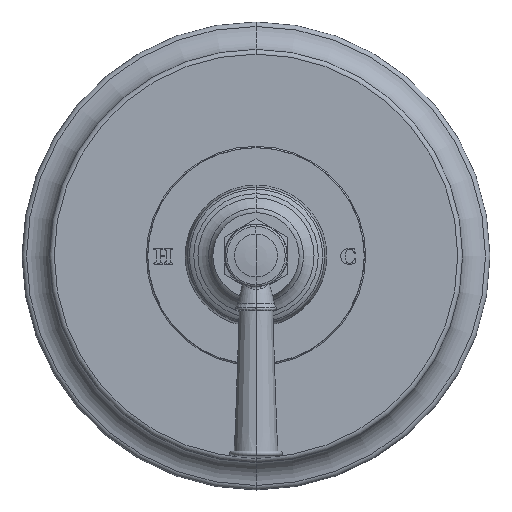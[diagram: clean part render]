
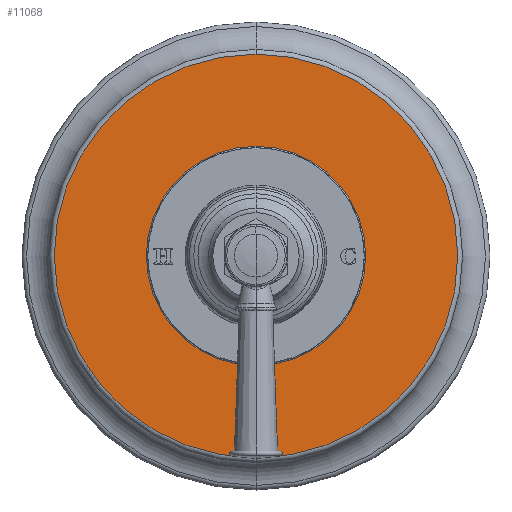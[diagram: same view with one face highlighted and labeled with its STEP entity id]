
A CAD part, top view. The second image highlights one B-rep face of the part: STEP entity #11068.
In plain terms, the highlighted planar face has unit normal (0, 0, 1).
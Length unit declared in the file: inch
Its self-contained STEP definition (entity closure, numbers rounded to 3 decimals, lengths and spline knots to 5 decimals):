
#80=CARTESIAN_POINT('',(0.,0.,0.625));
#81=DIRECTION('',(0.,0.,1.));
#82=DIRECTION('',(0.,1.,0.));
#83=AXIS2_PLACEMENT_3D('',#80,#81,#82);
#85=CARTESIAN_POINT('',(0.,0.,0.625));
#86=DIRECTION('',(0.,0.,-1.));
#87=DIRECTION('',(0.,1.,0.));
#88=AXIS2_PLACEMENT_3D('',#85,#86,#87);
#90=CARTESIAN_POINT('',(0.,0.,0.625));
#91=DIRECTION('',(0.,0.,1.));
#92=DIRECTION('',(0.,-1.,0.));
#93=AXIS2_PLACEMENT_3D('',#90,#91,#92);
#105=CARTESIAN_POINT('',(0.,0.,0.625));
#106=DIRECTION('',(0.,0.,1.));
#107=DIRECTION('',(0.,1.,0.));
#108=AXIS2_PLACEMENT_3D('',#105,#106,#107);
#9810=CARTESIAN_POINT('',(0.,3.233,0.625));
#9811=VERTEX_POINT('',#9810);
#9818=CARTESIAN_POINT('',(0.,-3.233,0.625));
#9819=VERTEX_POINT('',#9818);
#9820=CARTESIAN_POINT('',(0.,-1.75698,0.625));
#9821=CARTESIAN_POINT('',(0.,1.75698,0.625));
#9822=VERTEX_POINT('',#9820);
#9823=VERTEX_POINT('',#9821);
#11053=CARTESIAN_POINT('',(0.,0.,0.625));
#11054=DIRECTION('',(0.,0.,-1.));
#11055=DIRECTION('',(0.,-1.,0.));
#11056=AXIS2_PLACEMENT_3D('',#11053,#11054,#11055);
#11057=PLANE('',#11056);
#11058=ORIENTED_EDGE('',*,*,#11032,.F.);
#11059=ORIENTED_EDGE('',*,*,#11048,.T.);
#11060=EDGE_LOOP('',(#11058,#11059));
#11061=FACE_OUTER_BOUND('',#11060,.F.);
#11063=ORIENTED_EDGE('',*,*,#11062,.T.);
#11065=ORIENTED_EDGE('',*,*,#11064,.T.);
#11066=EDGE_LOOP('',(#11063,#11065));
#11067=FACE_BOUND('',#11066,.F.);
#11068=ADVANCED_FACE('',(#11061,#11067),#11057,.F.);
#84=CIRCLE('',#83,3.233);
#89=CIRCLE('',#88,3.233);
#94=CIRCLE('',#93,1.75698);
#109=CIRCLE('',#108,1.75698);
#11032=EDGE_CURVE('',#9811,#9819,#84,.T.);
#11048=EDGE_CURVE('',#9811,#9819,#89,.T.);
#11062=EDGE_CURVE('',#9822,#9823,#94,.T.);
#11064=EDGE_CURVE('',#9823,#9822,#109,.T.);
